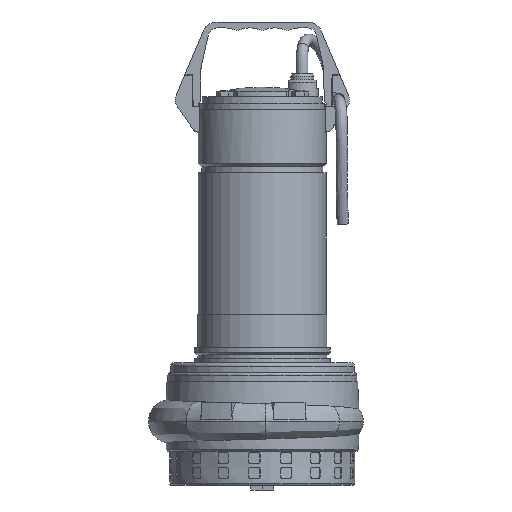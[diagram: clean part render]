
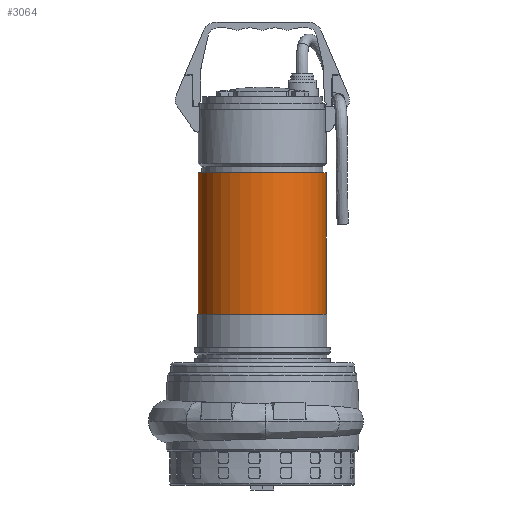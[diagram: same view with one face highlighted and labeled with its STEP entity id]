
A CAD part, left-side view. The second image highlights one B-rep face of the part: STEP entity #3064.
In plain terms, the highlighted cylindrical face has radius 56 mm (diameter 112 mm), a full revolution.
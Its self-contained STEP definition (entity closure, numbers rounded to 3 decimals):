
#3005=CARTESIAN_POINT('',(56.,0.,267.501));
#3006=VERTEX_POINT('',#3005);
#3007=CARTESIAN_POINT('',(-56.,0.,267.501));
#3008=VERTEX_POINT('',#3007);
#3009=CARTESIAN_POINT('',(0.,0.,267.501));
#3010=DIRECTION('',(0.,0.,-1.));
#3011=DIRECTION('',(0.,1.0,0.));
#3012=AXIS2_PLACEMENT_3D('',#3009,#3010,#3011);
#3013=CIRCLE('',#3012,56.);
#3014=EDGE_CURVE('',#3006,#3008,#3013,.T.);
#3016=CARTESIAN_POINT('',(0.,0.,267.501));
#3017=DIRECTION('',(0.,0.,-1.));
#3018=DIRECTION('',(0.,1.0,0.));
#3019=AXIS2_PLACEMENT_3D('',#3016,#3017,#3018);
#3020=CIRCLE('',#3019,56.);
#3021=EDGE_CURVE('',#3008,#3006,#3020,.T.);
#3030=CARTESIAN_POINT('',(0.,0.,267.501));
#3031=DIRECTION('',(0.,0.,-1.));
#3032=DIRECTION('',(-1.,0.,0.));
#3033=AXIS2_PLACEMENT_3D('',#3030,#3031,#3032);
#3034=CYLINDRICAL_SURFACE('',#3033,56.);
#3035=ORIENTED_EDGE('',*,*,#3021,.T.);
#3036=ORIENTED_EDGE('',*,*,#3014,.T.);
#3037=CARTESIAN_POINT('',(-56.,0.,143.501));
#3038=VERTEX_POINT('',#3037);
#3039=CARTESIAN_POINT('',(-56.,0.,267.501));
#3040=DIRECTION('',(0.,0.,-1.));
#3041=VECTOR('',#3040,124.);
#3042=LINE('',#3039,#3041);
#3043=EDGE_CURVE('',#3008,#3038,#3042,.T.);
#3044=ORIENTED_EDGE('',*,*,#3043,.T.);
#3045=CARTESIAN_POINT('',(56.,0.,143.501));
#3046=VERTEX_POINT('',#3045);
#3047=CARTESIAN_POINT('',(0.,0.,143.501));
#3048=DIRECTION('',(0.,0.,-1.));
#3049=DIRECTION('',(0.,1.0,0.));
#3050=AXIS2_PLACEMENT_3D('',#3047,#3048,#3049);
#3051=CIRCLE('',#3050,56.);
#3052=EDGE_CURVE('',#3046,#3038,#3051,.T.);
#3053=ORIENTED_EDGE('',*,*,#3052,.F.);
#3054=CARTESIAN_POINT('',(0.,0.,143.501));
#3055=DIRECTION('',(0.,0.,-1.));
#3056=DIRECTION('',(0.,1.0,0.));
#3057=AXIS2_PLACEMENT_3D('',#3054,#3055,#3056);
#3058=CIRCLE('',#3057,56.);
#3059=EDGE_CURVE('',#3038,#3046,#3058,.T.);
#3060=ORIENTED_EDGE('',*,*,#3059,.F.);
#3061=ORIENTED_EDGE('',*,*,#3043,.F.);
#3062=EDGE_LOOP('',(#3035,#3036,#3044,#3053,#3060,#3061));
#3063=FACE_OUTER_BOUND('',#3062,.T.);
#3064=ADVANCED_FACE('',(#3063),#3034,.T.);
